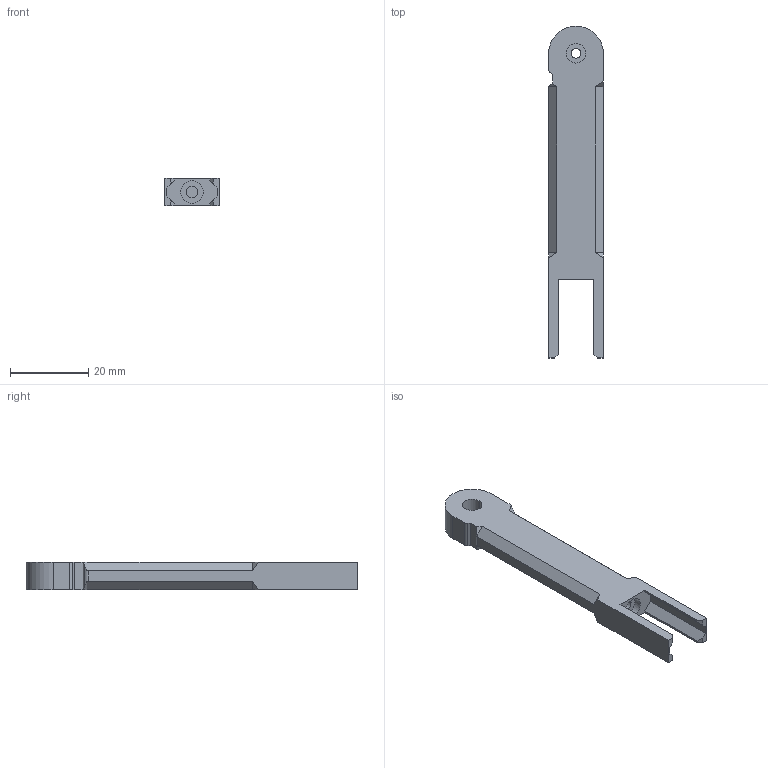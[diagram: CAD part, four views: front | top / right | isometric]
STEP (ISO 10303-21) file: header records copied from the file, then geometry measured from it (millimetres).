
FILE_DESCRIPTION (( 'STEP AP214' ), '1' );
FILE_NAME ('Arm_v2.4.STEP', '2021-09-30T02:02:27', ( '' ), ( '' ), 'SwSTEP 2.0', 'SolidWorks 2020', '' );
FILE_SCHEMA (( 'AUTOMOTIVE_DESIGN' ));
Length unit declared in the file: millimetre
Products named in the file (1): Arm_v2.4
Bounding box: 14 x 85 x 7 mm (x, y, z)
Volume: 5920.2 mm3; surface area: 3764.3 mm2
Topology: 1 solids, 1 shells, 165 faces, 444 edges, 296 vertices
Faces by surface type: plane 112, bspline 40, cylinder 13
Entity records: 7008 total; most frequent: CARTESIAN_POINT 3086, ORIENTED_EDGE 888, DIRECTION 636, EDGE_CURVE 444, VECTOR 336, LINE 336, VERTEX_POINT 296, EDGE_LOOP 182
